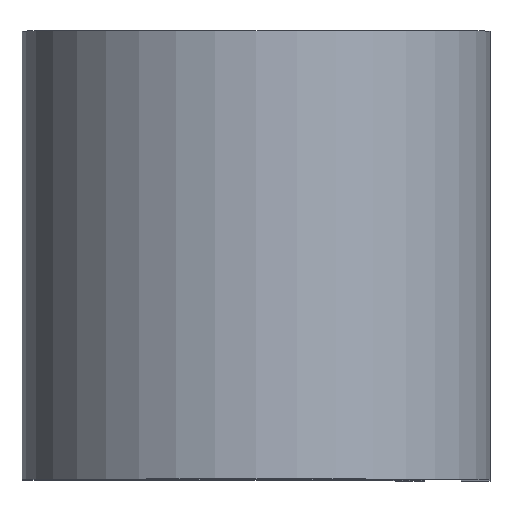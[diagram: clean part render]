
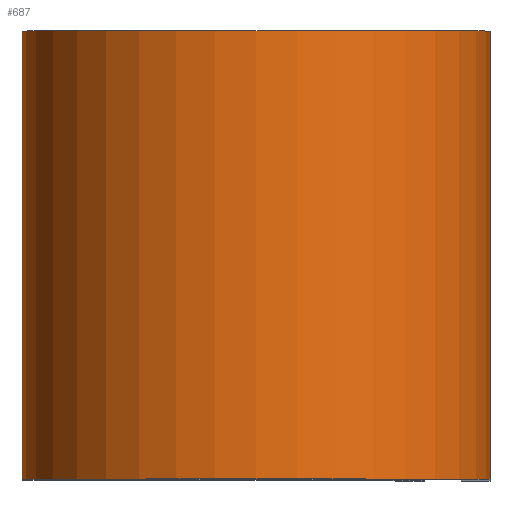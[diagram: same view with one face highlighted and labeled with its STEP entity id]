
A CAD part, top view. The second image highlights one B-rep face of the part: STEP entity #687.
In plain terms, the highlighted cylindrical face has radius 9.944 mm (diameter 19.888 mm), a partial arc.
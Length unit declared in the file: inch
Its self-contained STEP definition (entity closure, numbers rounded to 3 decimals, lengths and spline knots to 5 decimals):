
#24 = ORIENTED_EDGE ( 'NONE', *, *, #326, .F. ) ;
#48 = ORIENTED_EDGE ( 'NONE', *, *, #187, .T. ) ;
#108 = CARTESIAN_POINT ( 'NONE',  ( 0., -0.375, 0.687 ) ) ;
#115 = VERTEX_POINT ( 'NONE', #794 ) ;
#128 = DIRECTION ( 'NONE',  ( 0., 0., -1. ) ) ;
#137 = DIRECTION ( 'NONE',  ( 0., -1., 0. ) ) ;
#146 = CARTESIAN_POINT ( 'NONE',  ( -0.3915, 0.375, 0.687 ) ) ;
#176 = DIRECTION ( 'NONE',  ( 1., 0., 0. ) ) ;
#187 = EDGE_CURVE ( 'NONE', #115, #669, #380, .T. ) ;
#211 = FACE_OUTER_BOUND ( 'NONE', #533, .T. ) ;
#223 = VERTEX_POINT ( 'NONE', #488 ) ;
#326 = EDGE_CURVE ( 'NONE', #115, #642, #762, .T. ) ;
#334 = CARTESIAN_POINT ( 'NONE',  ( 0.3915, 0.375, 0.687 ) ) ;
#371 = DIRECTION ( 'NONE',  ( 0., 1., 0. ) ) ;
#380 = LINE ( 'NONE', #146, #675 ) ;
#403 = CARTESIAN_POINT ( 'NONE',  ( 0., 0.375, 0.687 ) ) ;
#438 = AXIS2_PLACEMENT_3D ( 'NONE', #403, #544, #128 ) ;
#463 = EDGE_CURVE ( 'NONE', #669, #223, #609, .T. ) ;
#488 = CARTESIAN_POINT ( 'NONE',  ( 0.3915, -0.375, 0.687 ) ) ;
#521 = VECTOR ( 'NONE', #137, 39.37008 ) ;
#533 = EDGE_LOOP ( 'NONE', ( #827, #557, #24, #48 ) ) ;
#544 = DIRECTION ( 'NONE',  ( 0., -1., 0. ) ) ;
#557 = ORIENTED_EDGE ( 'NONE', *, *, #724, .F. ) ;
#595 = AXIS2_PLACEMENT_3D ( 'NONE', #108, #598, #176 ) ;
#598 = DIRECTION ( 'NONE',  ( 0., 1., 0. ) ) ;
#609 = CIRCLE ( 'NONE', #595, 0.3915 ) ;
#642 = VERTEX_POINT ( 'NONE', #334 ) ;
#662 = AXIS2_PLACEMENT_3D ( 'NONE', #767, #371, #815 ) ;
#669 = VERTEX_POINT ( 'NONE', #735 ) ;
#675 = VECTOR ( 'NONE', #692, 39.37008 ) ;
#687 = ADVANCED_FACE ( 'NONE', ( #211 ), #736, .T. ) ;
#692 = DIRECTION ( 'NONE',  ( 0., -1., 0. ) ) ;
#724 = EDGE_CURVE ( 'NONE', #642, #223, #854, .T. ) ;
#735 = CARTESIAN_POINT ( 'NONE',  ( -0.3915, -0.375, 0.687 ) ) ;
#736 = CYLINDRICAL_SURFACE ( 'NONE', #438, 0.3915 ) ;
#762 = CIRCLE ( 'NONE', #662, 0.3915 ) ;
#767 = CARTESIAN_POINT ( 'NONE',  ( 0., 0.375, 0.687 ) ) ;
#793 = CARTESIAN_POINT ( 'NONE',  ( 0.3915, 0.375, 0.687 ) ) ;
#794 = CARTESIAN_POINT ( 'NONE',  ( -0.3915, 0.375, 0.687 ) ) ;
#815 = DIRECTION ( 'NONE',  ( 1., 0., 0. ) ) ;
#827 = ORIENTED_EDGE ( 'NONE', *, *, #463, .T. ) ;
#854 = LINE ( 'NONE', #793, #521 ) ;
